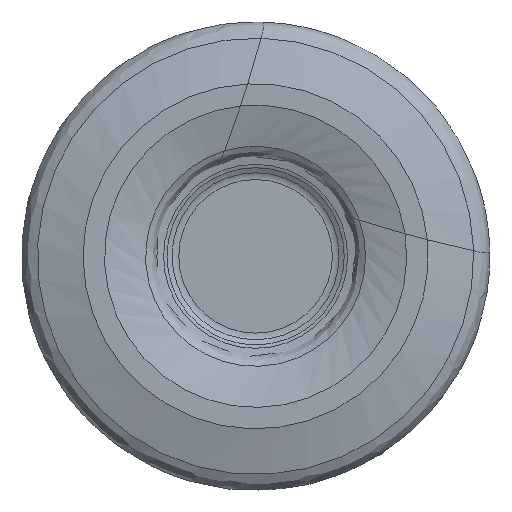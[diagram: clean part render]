
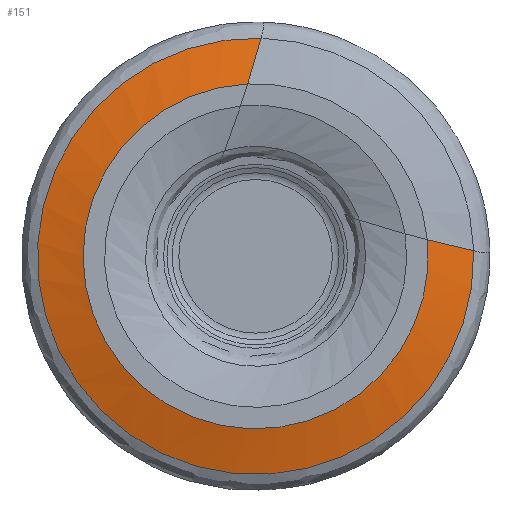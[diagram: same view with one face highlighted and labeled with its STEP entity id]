
A CAD part, left-side view. The second image highlights one B-rep face of the part: STEP entity #151.
In plain terms, the highlighted free-form (B-spline) face has degree [1, 3] with [2, 7] control points.
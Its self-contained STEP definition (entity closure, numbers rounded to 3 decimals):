
#151=ADVANCED_FACE('',(#226),#203,.F.);
#203=(
BOUNDED_SURFACE()
B_SPLINE_SURFACE(1,3,((#1095,#1096,#1097,#1098,#1099,#1100,#1101),(#1102,
#1103,#1104,#1105,#1106,#1107,#1108)),.UNSPECIFIED.,.F.,.F.,.F.)
B_SPLINE_SURFACE_WITH_KNOTS((2,2),(4,3,4),(0.,1.),(0.,0.5,1.),
 .UNSPECIFIED.)
GEOMETRIC_REPRESENTATION_ITEM()
RATIONAL_B_SPLINE_SURFACE(((1.,0.581,0.581,1.,0.581,
0.581,1.),(1.,0.581,0.581,1.,0.581,
0.581,1.)))
REPRESENTATION_ITEM('')
SURFACE()
);
#226=FACE_OUTER_BOUND('',#252,.T.);
#252=EDGE_LOOP('',(#408,#409,#410,#411));
#335=CIRCLE('',#710,12.88);
#336=CIRCLE('',#712,16.284);
#408=ORIENTED_EDGE('',*,*,#606,.F.);
#409=ORIENTED_EDGE('',*,*,#607,.F.);
#410=ORIENTED_EDGE('',*,*,#603,.T.);
#411=ORIENTED_EDGE('',*,*,#608,.F.);
#546=VERTEX_POINT('',#1085);
#547=VERTEX_POINT('',#1086);
#548=VERTEX_POINT('',#1091);
#549=VERTEX_POINT('',#1092);
#603=EDGE_CURVE('',#546,#547,#335,.T.);
#606=EDGE_CURVE('',#548,#549,#336,.T.);
#607=EDGE_CURVE('',#546,#548,#672,.T.);
#608=EDGE_CURVE('',#549,#547,#673,.T.);
#672=LINE('',#1093,#690);
#673=LINE('',#1094,#691);
#690=VECTOR('',#820,1.);
#691=VECTOR('',#821,1.);
#710=AXIS2_PLACEMENT_3D('',#1084,#812,#813);
#712=AXIS2_PLACEMENT_3D('',#1090,#818,#819);
#812=DIRECTION('',(1.,0.,0.));
#813=DIRECTION('',(0.,-0.995,0.096));
#818=DIRECTION('',(1.,0.,0.));
#819=DIRECTION('',(0.,-1.,0.026));
#820=DIRECTION('',(0.24,-0.945,-0.223));
#821=DIRECTION('',(-0.24,0.27,-0.932));
#1084=CARTESIAN_POINT('',(0.,0.,0.));
#1085=CARTESIAN_POINT('',(0.,-12.821,1.233));
#1086=CARTESIAN_POINT('',(0.,0.586,12.867));
#1090=CARTESIAN_POINT('',(0.879,0.,0.));
#1091=CARTESIAN_POINT('',(0.879,-16.278,0.418));
#1092=CARTESIAN_POINT('',(0.879,-0.402,16.279));
#1093=CARTESIAN_POINT('',(0.,-12.821,1.233));
#1094=CARTESIAN_POINT('',(0.,0.586,12.867));
#1095=CARTESIAN_POINT('',(0.,-12.821,1.233));
#1096=CARTESIAN_POINT('',(0.,-14.136,-12.436));
#1097=CARTESIAN_POINT('',(0.,-1.93,-18.728));
#1098=CARTESIAN_POINT('',(0.,8.442,-9.728));
#1099=CARTESIAN_POINT('',(0.,18.813,-0.728));
#1100=CARTESIAN_POINT('',(0.,14.304,12.242));
#1101=CARTESIAN_POINT('',(0.,0.586,12.867));
#1102=CARTESIAN_POINT('',(0.879,-16.278,0.418));
#1103=CARTESIAN_POINT('',(0.879,-16.724,-16.937));
#1104=CARTESIAN_POINT('',(0.879,-0.773,-23.79));
#1105=CARTESIAN_POINT('',(0.879,11.508,-11.52));
#1106=CARTESIAN_POINT('',(0.879,23.79,0.749));
#1107=CARTESIAN_POINT('',(0.879,16.953,16.707));
#1108=CARTESIAN_POINT('',(0.879,-0.402,16.279));
